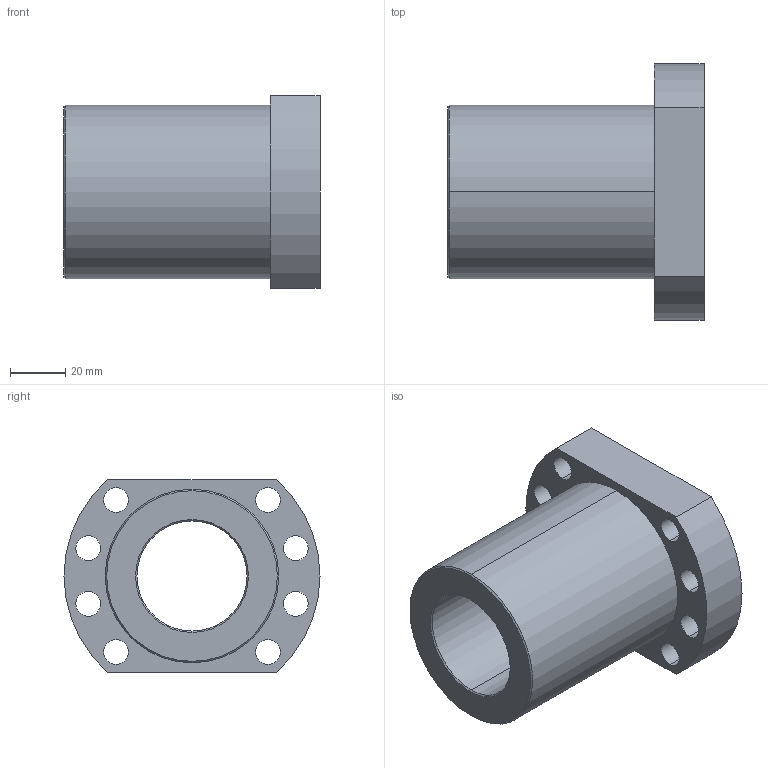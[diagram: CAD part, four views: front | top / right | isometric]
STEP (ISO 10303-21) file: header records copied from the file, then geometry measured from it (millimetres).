
FILE_DESCRIPTION (( 'STEP AP214' ), '1' );
FILE_NAME ('FSCR 4010.step', '2020-09-08T13:14:14', ( '' ), ( '' ), 'SwSTEP 2.0', 'SolidWorks 2020', '' );
FILE_SCHEMA (( 'AUTOMOTIVE_DESIGN' ));
Length unit declared in the file: millimetre
Products named in the file (1): FSCR 4010
Bounding box: 93 x 93 x 70 mm (x, y, z)
Volume: 212614.4 mm3; surface area: 43653.2 mm2
Topology: 1 solids, 1 shells, 33 faces, 84 edges, 54 vertices
Faces by surface type: cylinder 22, cone 6, plane 5
Entity records: 1090 total; most frequent: DIRECTION 202, CARTESIAN_POINT 172, ORIENTED_EDGE 168, AXIS2_PLACEMENT_3D 84, EDGE_CURVE 84, VERTEX_POINT 54, EDGE_LOOP 52, CIRCLE 50
